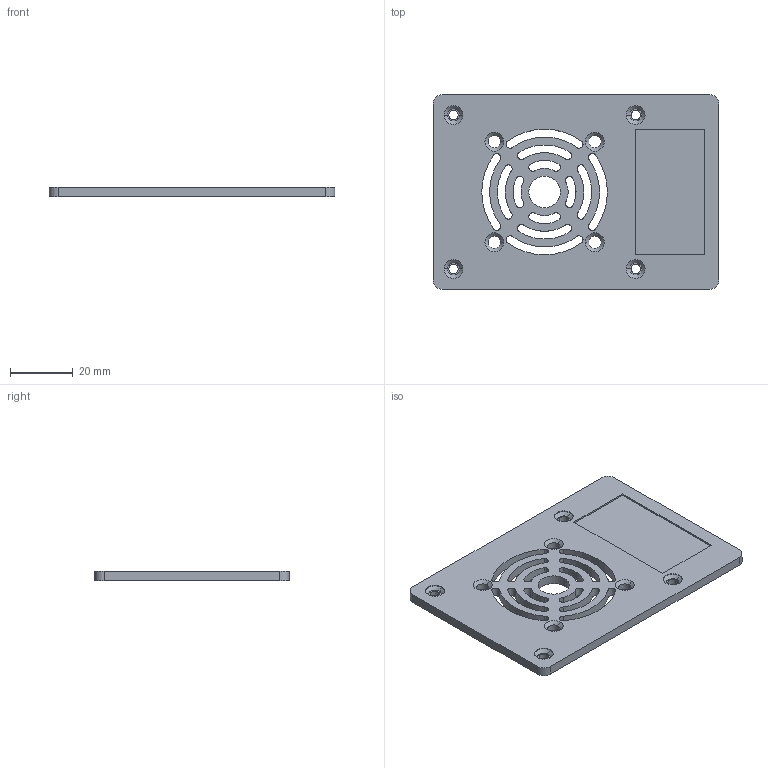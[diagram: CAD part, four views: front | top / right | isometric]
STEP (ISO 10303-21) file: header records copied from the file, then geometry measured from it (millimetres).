
FILE_DESCRIPTION (( 'STEP AP214' ), '1' );
FILE_NAME ('樹梅 Pi 上蓋v3.STEP', '2025-07-29T10:47:09', ( '' ), ( '' ), 'SwSTEP 2.0', 'SolidWorks 2019', '' );
FILE_SCHEMA (( 'AUTOMOTIVE_DESIGN' ));
Length unit declared in the file: millimetre
Products named in the file (1): 樹梅 Pi 上蓋v3
Bounding box: 91 x 62 x 3 mm (x, y, z)
Volume: 14302.7 mm3; surface area: 12603.2 mm2
Topology: 1 solids, 1 shells, 127 faces, 344 edges, 224 vertices
Faces by surface type: cylinder 96, cone 16, plane 15
Entity records: 4216 total; most frequent: DIRECTION 808, CARTESIAN_POINT 696, ORIENTED_EDGE 688, EDGE_CURVE 344, AXIS2_PLACEMENT_3D 336, VERTEX_POINT 224, CIRCLE 208, EDGE_LOOP 174
